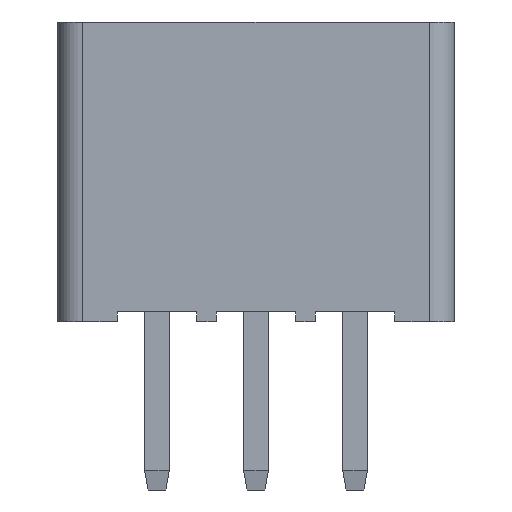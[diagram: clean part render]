
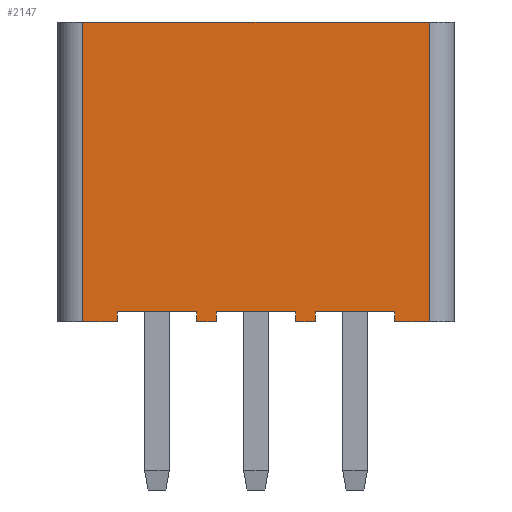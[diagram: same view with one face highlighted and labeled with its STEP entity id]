
A CAD part, left-side view. The second image highlights one B-rep face of the part: STEP entity #2147.
In plain terms, the highlighted planar face has unit normal (-1, 0, 0).
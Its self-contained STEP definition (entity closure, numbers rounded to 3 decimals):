
#138 = VERTEX_POINT('',#139);
#139 = CARTESIAN_POINT('',(-2.95,-5.5,0.));
#146 = EDGE_CURVE('',#138,#147,#149,.T.);
#147 = VERTEX_POINT('',#148);
#148 = CARTESIAN_POINT('',(-2.95,-4.8,0.));
#149 = LINE('',#150,#151);
#150 = CARTESIAN_POINT('',(-2.95,-5.5,0.));
#151 = VECTOR('',#152,1.);
#152 = DIRECTION('',(0.,1.,0.));
#176 = EDGE_CURVE('',#138,#177,#179,.T.);
#177 = VERTEX_POINT('',#178);
#178 = CARTESIAN_POINT('',(-2.95,-5.5,6.05));
#179 = LINE('',#180,#181);
#180 = CARTESIAN_POINT('',(-2.95,-5.5,0.));
#181 = VECTOR('',#182,1.);
#182 = DIRECTION('',(0.,0.,1.));
#211 = EDGE_CURVE('',#177,#212,#214,.T.);
#212 = VERTEX_POINT('',#213);
#213 = CARTESIAN_POINT('',(-2.95,1.5,6.05));
#214 = LINE('',#215,#216);
#215 = CARTESIAN_POINT('',(-2.95,-5.5,6.05));
#216 = VECTOR('',#217,1.);
#217 = DIRECTION('',(0.,1.,0.));
#648 = VERTEX_POINT('',#649);
#649 = CARTESIAN_POINT('',(-2.95,-4.8,0.2));
#655 = EDGE_CURVE('',#147,#648,#656,.T.);
#656 = LINE('',#657,#658);
#657 = CARTESIAN_POINT('',(-2.95,-4.8,0.1));
#658 = VECTOR('',#659,1.);
#659 = DIRECTION('',(0.,0.,1.));
#816 = EDGE_CURVE('',#817,#212,#819,.T.);
#817 = VERTEX_POINT('',#818);
#818 = CARTESIAN_POINT('',(-2.95,1.5,0.));
#819 = LINE('',#820,#821);
#820 = CARTESIAN_POINT('',(-2.95,1.5,0.));
#821 = VECTOR('',#822,1.);
#822 = DIRECTION('',(0.,0.,1.));
#1057 = VERTEX_POINT('',#1058);
#1058 = CARTESIAN_POINT('',(-2.95,0.8,0.));
#1064 = EDGE_CURVE('',#1057,#817,#1065,.T.);
#1065 = LINE('',#1066,#1067);
#1066 = CARTESIAN_POINT('',(-2.95,-5.5,0.));
#1067 = VECTOR('',#1068,1.);
#1068 = DIRECTION('',(0.,1.,0.));
#1089 = EDGE_CURVE('',#1090,#1057,#1092,.T.);
#1090 = VERTEX_POINT('',#1091);
#1091 = CARTESIAN_POINT('',(-2.95,0.8,0.2));
#1092 = LINE('',#1093,#1094);
#1093 = CARTESIAN_POINT('',(-2.95,0.8,0.));
#1094 = VECTOR('',#1095,1.);
#1095 = DIRECTION('',(0.,0.,-1.));
#1113 = EDGE_CURVE('',#1114,#1090,#1116,.T.);
#1114 = VERTEX_POINT('',#1115);
#1115 = CARTESIAN_POINT('',(-2.95,-0.8,0.2));
#1116 = LINE('',#1117,#1118);
#1117 = CARTESIAN_POINT('',(-2.95,-0.213,0.2));
#1118 = VECTOR('',#1119,1.);
#1119 = DIRECTION('',(0.,1.,0.));
#1171 = EDGE_CURVE('',#1172,#1114,#1174,.T.);
#1172 = VERTEX_POINT('',#1173);
#1173 = CARTESIAN_POINT('',(-2.95,-0.8,0.));
#1174 = LINE('',#1175,#1176);
#1175 = CARTESIAN_POINT('',(-2.95,-0.8,0.1));
#1176 = VECTOR('',#1177,1.);
#1177 = DIRECTION('',(0.,0.,1.));
#1195 = VERTEX_POINT('',#1196);
#1196 = CARTESIAN_POINT('',(-2.95,-1.2,0.));
#1202 = EDGE_CURVE('',#1203,#1195,#1205,.T.);
#1203 = VERTEX_POINT('',#1204);
#1204 = CARTESIAN_POINT('',(-2.95,-1.2,0.2));
#1205 = LINE('',#1206,#1207);
#1206 = CARTESIAN_POINT('',(-2.95,-1.2,0.));
#1207 = VECTOR('',#1208,1.);
#1208 = DIRECTION('',(0.,0.,-1.));
#1226 = EDGE_CURVE('',#1227,#1203,#1229,.T.);
#1227 = VERTEX_POINT('',#1228);
#1228 = CARTESIAN_POINT('',(-2.95,-2.8,0.2));
#1229 = LINE('',#1230,#1231);
#1230 = CARTESIAN_POINT('',(-2.95,-2.213,0.2));
#1231 = VECTOR('',#1232,1.);
#1232 = DIRECTION('',(0.,1.,0.));
#1284 = EDGE_CURVE('',#1285,#1227,#1287,.T.);
#1285 = VERTEX_POINT('',#1286);
#1286 = CARTESIAN_POINT('',(-2.95,-2.8,0.));
#1287 = LINE('',#1288,#1289);
#1288 = CARTESIAN_POINT('',(-2.95,-2.8,0.1));
#1289 = VECTOR('',#1290,1.);
#1290 = DIRECTION('',(0.,0.,1.));
#1308 = VERTEX_POINT('',#1309);
#1309 = CARTESIAN_POINT('',(-2.95,-3.2,0.));
#1315 = EDGE_CURVE('',#1316,#1308,#1318,.T.);
#1316 = VERTEX_POINT('',#1317);
#1317 = CARTESIAN_POINT('',(-2.95,-3.2,0.2));
#1318 = LINE('',#1319,#1320);
#1319 = CARTESIAN_POINT('',(-2.95,-3.2,0.));
#1320 = VECTOR('',#1321,1.);
#1321 = DIRECTION('',(0.,0.,-1.));
#1339 = EDGE_CURVE('',#648,#1316,#1340,.T.);
#1340 = LINE('',#1341,#1342);
#1341 = CARTESIAN_POINT('',(-2.95,-4.35,0.2));
#1342 = VECTOR('',#1343,1.);
#1343 = DIRECTION('',(0.,1.,0.));
#2119 = EDGE_CURVE('',#1195,#1172,#2120,.T.);
#2120 = LINE('',#2121,#2122);
#2121 = CARTESIAN_POINT('',(-2.95,-1.225,0.));
#2122 = VECTOR('',#2123,1.);
#2123 = DIRECTION('',(0.,1.,0.));
#2136 = EDGE_CURVE('',#1308,#1285,#2137,.T.);
#2137 = LINE('',#2138,#2139);
#2138 = CARTESIAN_POINT('',(-2.95,-3.225,0.));
#2139 = VECTOR('',#2140,1.);
#2140 = DIRECTION('',(0.,1.,0.));
#2147 = ADVANCED_FACE('',(#2148),#2166,.T.);
#2148 = FACE_BOUND('',#2149,.T.);
#2149 = EDGE_LOOP('',(#2150,#2151,#2152,#2153,#2154,#2155,#2156,#2157,
    #2158,#2159,#2160,#2161,#2162,#2163,#2164,#2165));
#2150 = ORIENTED_EDGE('',*,*,#146,.F.);
#2151 = ORIENTED_EDGE('',*,*,#176,.T.);
#2152 = ORIENTED_EDGE('',*,*,#211,.T.);
#2153 = ORIENTED_EDGE('',*,*,#816,.F.);
#2154 = ORIENTED_EDGE('',*,*,#1064,.F.);
#2155 = ORIENTED_EDGE('',*,*,#1089,.F.);
#2156 = ORIENTED_EDGE('',*,*,#1113,.F.);
#2157 = ORIENTED_EDGE('',*,*,#1171,.F.);
#2158 = ORIENTED_EDGE('',*,*,#2119,.F.);
#2159 = ORIENTED_EDGE('',*,*,#1202,.F.);
#2160 = ORIENTED_EDGE('',*,*,#1226,.F.);
#2161 = ORIENTED_EDGE('',*,*,#1284,.F.);
#2162 = ORIENTED_EDGE('',*,*,#2136,.F.);
#2163 = ORIENTED_EDGE('',*,*,#1315,.F.);
#2164 = ORIENTED_EDGE('',*,*,#1339,.F.);
#2165 = ORIENTED_EDGE('',*,*,#655,.F.);
#2166 = PLANE('',#2167);
#2167 = AXIS2_PLACEMENT_3D('',#2168,#2169,#2170);
#2168 = CARTESIAN_POINT('',(-2.95,-2.,2.932));
#2169 = DIRECTION('',(-1.,0.,0.));
#2170 = DIRECTION('',(0.,0.,1.));
